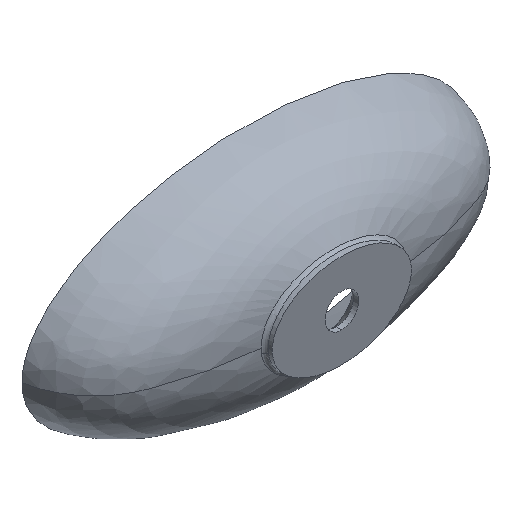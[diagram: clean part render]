
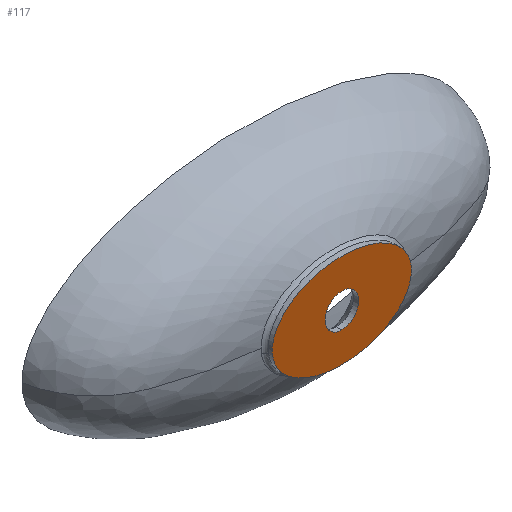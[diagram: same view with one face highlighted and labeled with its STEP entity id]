
A CAD part, isometric view. The second image highlights one B-rep face of the part: STEP entity #117.
In plain terms, the highlighted planar face has unit normal (0, -1, 0).
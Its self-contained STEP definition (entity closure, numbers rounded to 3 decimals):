
#74 = CARTESIAN_POINT ( 'NONE',  ( 0., -130., 0. ) ) ;
#117 = ADVANCED_FACE ( 'NONE', ( #1159, #1677 ), #2824, .T. ) ;
#133 = ORIENTED_EDGE ( 'NONE', *, *, #2215, .F. ) ;
#178 = ORIENTED_EDGE ( 'NONE', *, *, #2074, .F. ) ;
#191 = CARTESIAN_POINT ( 'NONE',  ( 93., -130., 0. ) ) ;
#316 = DIRECTION ( 'NONE',  ( 0., -1., 0. ) ) ;
#405 = VERTEX_POINT ( 'NONE', #191 ) ;
#538 = DIRECTION ( 'NONE',  ( 0., 0., -1. ) ) ;
#592 = CIRCLE ( 'NONE', #1031, 22.5 ) ;
#723 = CARTESIAN_POINT ( 'NONE',  ( 93., -130., -126. ) ) ;
#803 = DIRECTION ( 'NONE',  ( 0., 0., -1. ) ) ;
#851 = CARTESIAN_POINT ( 'NONE',  ( 0., -130., 22.5 ) ) ;
#984 = EDGE_LOOP ( 'NONE', ( #2219, #2720 ) ) ;
#996 = CARTESIAN_POINT ( 'NONE',  ( -93., -130., 0. ) ) ;
#1031 = AXIS2_PLACEMENT_3D ( 'NONE', #1794, #1043, #803 ) ;
#1043 = DIRECTION ( 'NONE',  ( 0., -1., 0. ) ) ;
#1053 = AXIS2_PLACEMENT_3D ( 'NONE', #3076, #2587, #1114 ) ;
#1114 = DIRECTION ( 'NONE',  ( 0., 0., -1. ) ) ;
#1159 = FACE_BOUND ( 'NONE', #2842, .T. ) ;
#1221 = AXIS2_PLACEMENT_3D ( 'NONE', #74, #316, #538 ) ;
#1324 = CARTESIAN_POINT ( 'NONE',  ( 93., -130., 0. ) ) ;
#1350 = CARTESIAN_POINT ( 'NONE',  ( 0., -130., -22.5 ) ) ;
#1393 =( BOUNDED_CURVE ( )  B_SPLINE_CURVE ( 3, ( #2593, #3127, #723, #2412 ),
 .UNSPECIFIED., .F., .T. ) 
 B_SPLINE_CURVE_WITH_KNOTS ( ( 4, 4 ),
 ( 3.142, 6.283 ),
 .UNSPECIFIED. ) 
 CURVE ( )  GEOMETRIC_REPRESENTATION_ITEM ( )  RATIONAL_B_SPLINE_CURVE ( ( 1., 0.333, 0.333, 1. ) ) 
 REPRESENTATION_ITEM ( '' )  );
#1476 = EDGE_CURVE ( 'NONE', #405, #2437, #2925, .T. ) ;
#1677 = FACE_OUTER_BOUND ( 'NONE', #984, .T. ) ;
#1767 = EDGE_CURVE ( 'NONE', #2437, #405, #1393, .T. ) ;
#1794 = CARTESIAN_POINT ( 'NONE',  ( 0., -130., 0. ) ) ;
#1812 = CARTESIAN_POINT ( 'NONE',  ( -93., -130., 126. ) ) ;
#1821 = CARTESIAN_POINT ( 'NONE',  ( 93., -130., 126. ) ) ;
#2074 = EDGE_CURVE ( 'NONE', #2964, #2675, #592, .T. ) ;
#2215 = EDGE_CURVE ( 'NONE', #2675, #2964, #2307, .T. ) ;
#2219 = ORIENTED_EDGE ( 'NONE', *, *, #1476, .T. ) ;
#2307 = CIRCLE ( 'NONE', #1221, 22.5 ) ;
#2412 = CARTESIAN_POINT ( 'NONE',  ( 93., -130., 0. ) ) ;
#2437 = VERTEX_POINT ( 'NONE', #996 ) ;
#2560 = CARTESIAN_POINT ( 'NONE',  ( -93., -130., 0. ) ) ;
#2587 = DIRECTION ( 'NONE',  ( 0., -1., 0. ) ) ;
#2593 = CARTESIAN_POINT ( 'NONE',  ( -93., -130., 0. ) ) ;
#2675 = VERTEX_POINT ( 'NONE', #851 ) ;
#2720 = ORIENTED_EDGE ( 'NONE', *, *, #1767, .T. ) ;
#2824 = PLANE ( 'NONE',  #1053 ) ;
#2842 = EDGE_LOOP ( 'NONE', ( #133, #178 ) ) ;
#2925 =( BOUNDED_CURVE ( )  B_SPLINE_CURVE ( 3, ( #1324, #1821, #1812, #2560 ),
 .UNSPECIFIED., .F., .F. ) 
 B_SPLINE_CURVE_WITH_KNOTS ( ( 4, 4 ),
 ( 0., 3.142 ),
 .UNSPECIFIED. ) 
 CURVE ( )  GEOMETRIC_REPRESENTATION_ITEM ( )  RATIONAL_B_SPLINE_CURVE ( ( 1., 0.333, 0.333, 1. ) ) 
 REPRESENTATION_ITEM ( '' )  );
#2964 = VERTEX_POINT ( 'NONE', #1350 ) ;
#3076 = CARTESIAN_POINT ( 'NONE',  ( 0., -130., 0. ) ) ;
#3127 = CARTESIAN_POINT ( 'NONE',  ( -93., -130., -126. ) ) ;
